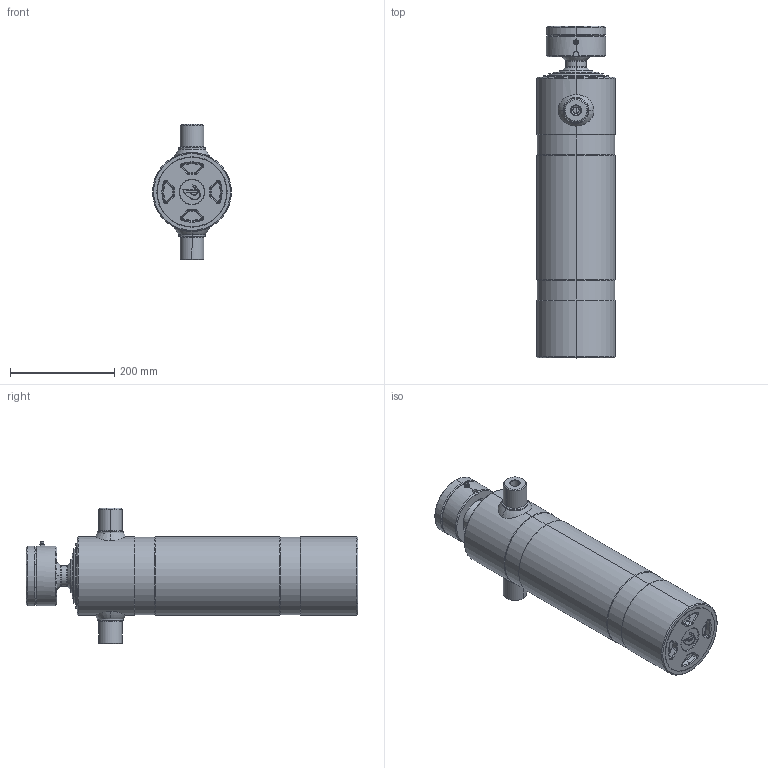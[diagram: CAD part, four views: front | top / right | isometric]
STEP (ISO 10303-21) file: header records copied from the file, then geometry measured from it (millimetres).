
FILE_DESCRIPTION (( 'STEP AP203' ), '1' );
FILE_NAME ('420.HR.STEP', '2014-01-21T07:23:20', ( '' ), ( '' ), 'SwSTEP 2.0', 'SolidWorks 2013', '' );
FILE_SCHEMA (( 'CONFIG_CONTROL_DESIGN' ));
Length unit declared in the file: millimetre
Products named in the file (28): TE313H; JOINT TIGE_JTT68; JOINT TIGE_JTT88; JOINT TIGE_JTT107; TU_126_TU126313; ECROU ROTULE FEMELLE Ø66; JOINT TIGE_JTT126; TU_107_TU107312; RONDELLE ROTULE FEMELLE Ø66; JONCS INTERIEURS_JC77; TIGE_68_ROTULE_TI68312R; BASE ROTULE FEMELLE Ø6-rere; JONCS INTERIEURS_JC96; FONDS FORGES USINES_F126; GRAISSEUR; JONCS INTERIEURS_JC116; JOINT RACLEUR_JRT88; TOURILLONS_TOUR4512; ROT66F; JOP_F126; JOINT RACLEUR_JRT107; TOURILLONS_TOUR45; 420.HR; TU_88_TU88312; JOINT RACLEUR_JRT126; Pièce1^TE313H; JOINT RACLEUR_JRT68
Assembly tree (28 placements, depth 3):
  420.HR
    TE313H
      TE313H
      TOURILLONS_TOUR4512
      TOURILLONS_TOUR45
      Pièce1^TE313H  x2
    TU_126_TU126313
    TU_107_TU107312
    TIGE_68_ROTULE_TI68312R
    FONDS FORGES USINES_F126
    JOINT RACLEUR_JRT88
    JOINT RACLEUR_JRT107
    JOINT RACLEUR_JRT126
    JOINT TIGE_JTT88
    JOINT TIGE_JTT107
    JOINT TIGE_JTT126
    JONCS INTERIEURS_JC77
    JONCS INTERIEURS_JC96
    JONCS INTERIEURS_JC116
    JOP_F126
    TU_88_TU88312
    JOINT RACLEUR_JRT68
    JOINT TIGE_JTT68
    ROT66F
      ECROU ROTULE FEMELLE Ø66
      RONDELLE ROTULE FEMELLE Ø66
      BASE ROTULE FEMELLE Ø6-rere
      GRAISSEUR
Bounding box: 151.5 x 637 x 260.5 mm (x, y, z)
Volume: 9157514.2 mm3; surface area: 1875735.9 mm2
Topology: 26 solids, 26 shells, 824 faces, 1824 edges, 1060 vertices
Faces by surface type: cylinder 302, cone 204, torus 134, plane 130, bspline 40, sphere 14
Entity records: 27891 total; most frequent: CARTESIAN_POINT 6692, DIRECTION 4229, ORIENTED_EDGE 3558, AXIS2_PLACEMENT_3D 1815, EDGE_CURVE 1779, VERTEX_POINT 1044, CIRCLE 1004, EDGE_LOOP 891
